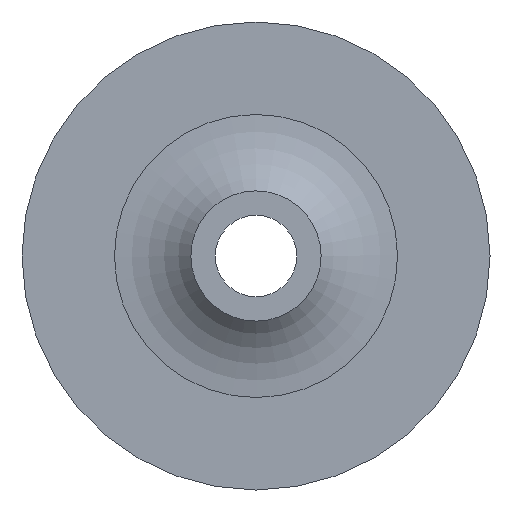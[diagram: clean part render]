
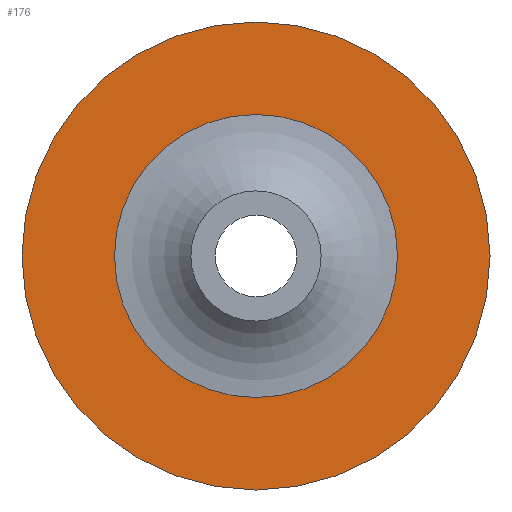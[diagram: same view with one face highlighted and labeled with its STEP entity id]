
A CAD part, front view. The second image highlights one B-rep face of the part: STEP entity #176.
In plain terms, the highlighted planar face has unit normal (0, -1, 0).
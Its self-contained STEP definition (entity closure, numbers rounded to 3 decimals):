
#33=FACE_BOUND('',#63,.T.);
#40=PLANE('',#207);
#48=FACE_OUTER_BOUND('',#62,.T.);
#62=EDGE_LOOP('',(#136));
#63=EDGE_LOOP('',(#137));
#82=CIRCLE('',#204,6.956);
#85=CIRCLE('',#208,11.5);
#97=VERTEX_POINT('',#300);
#99=VERTEX_POINT('',#306);
#111=EDGE_CURVE('',#97,#97,#82,.T.);
#114=EDGE_CURVE('',#99,#99,#85,.T.);
#136=ORIENTED_EDGE('',*,*,#114,.T.);
#137=ORIENTED_EDGE('',*,*,#111,.F.);
#176=ADVANCED_FACE('',(#48,#33),#40,.T.);
#204=AXIS2_PLACEMENT_3D('',#301,#236,#237);
#207=AXIS2_PLACEMENT_3D('',#305,#242,#243);
#208=AXIS2_PLACEMENT_3D('',#307,#244,#245);
#236=DIRECTION('center_axis',(0.,-1.,0.));
#237=DIRECTION('ref_axis',(1.,0.,0.005));
#242=DIRECTION('center_axis',(0.,-1.,0.));
#243=DIRECTION('ref_axis',(1.,0.,0.));
#244=DIRECTION('center_axis',(0.,-1.,0.));
#245=DIRECTION('ref_axis',(1.,0.,0.));
#300=CARTESIAN_POINT('',(-6.956,-0.5,-0.033));
#301=CARTESIAN_POINT('Origin',(0.,-0.5,0.));
#305=CARTESIAN_POINT('Origin',(0.,-0.5,0.));
#306=CARTESIAN_POINT('',(-11.5,-0.5,0.));
#307=CARTESIAN_POINT('Origin',(0.,-0.5,0.));
